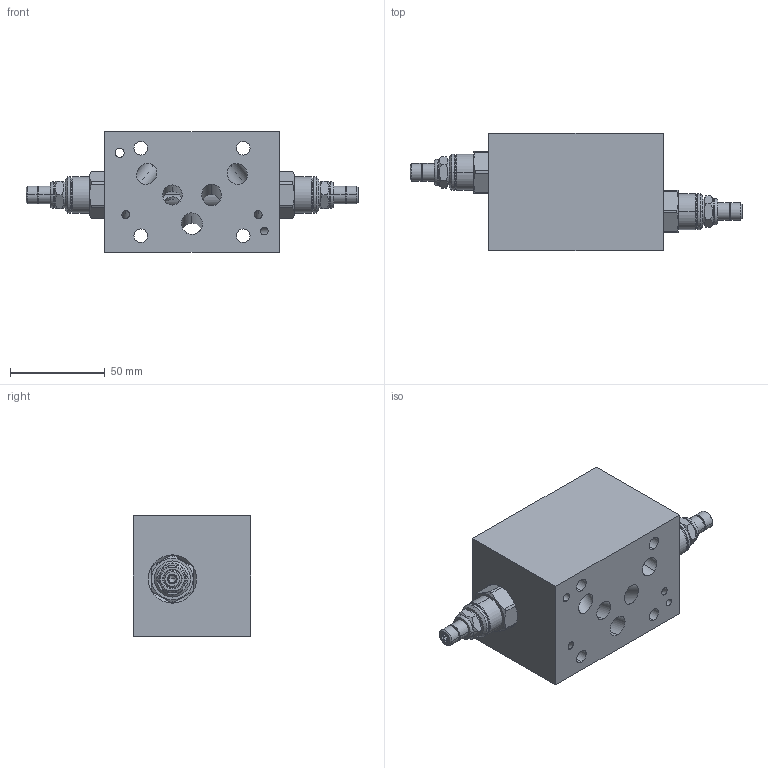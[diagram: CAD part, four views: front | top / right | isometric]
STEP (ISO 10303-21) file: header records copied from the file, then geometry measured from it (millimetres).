
FILE_DESCRIPTION((''),'2;1');
FILE_NAME('RPECLAN-CJY_ASM','2020-01-15T',('ProEService'),(''),'PRO/ENGINEER BY PARAMETRIC TECHNOLOGY CORPORATION, 2014200','PRO/ENGINEER BY PARAMETRIC TECHNOLOGY CORPORATION, 2014200','');
FILE_SCHEMA(('CONFIG_CONTROL_DESIGN'));
Length unit declared in the file: inch
Products named in the file (3): 150-718; RPECLAN; RPECLAN-CJY_ASM
Assembly tree (3 placements, depth 2):
  RPECLAN-CJY_ASM
    150-718
    RPECLAN  x2
Bounding box: 174.83 x 61.93 x 63.5 mm (x, y, z)
Volume: 331174.3 mm3; surface area: 70485.5 mm2
Topology: 7 solids, 11 shells, 650 faces, 1793 edges, 1323 vertices
Faces by surface type: cylinder 289, cone 138, plane 128, torus 72, revolution 16, sphere 7
Entity records: 17736 total; most frequent: CARTESIAN_POINT 7284, DIRECTION 2187, ORIENTED_EDGE 1902, EDGE_CURVE 951, AXIS2_PLACEMENT_3D 815, VERTEX_POINT 592, VECTOR 549, LINE 549
